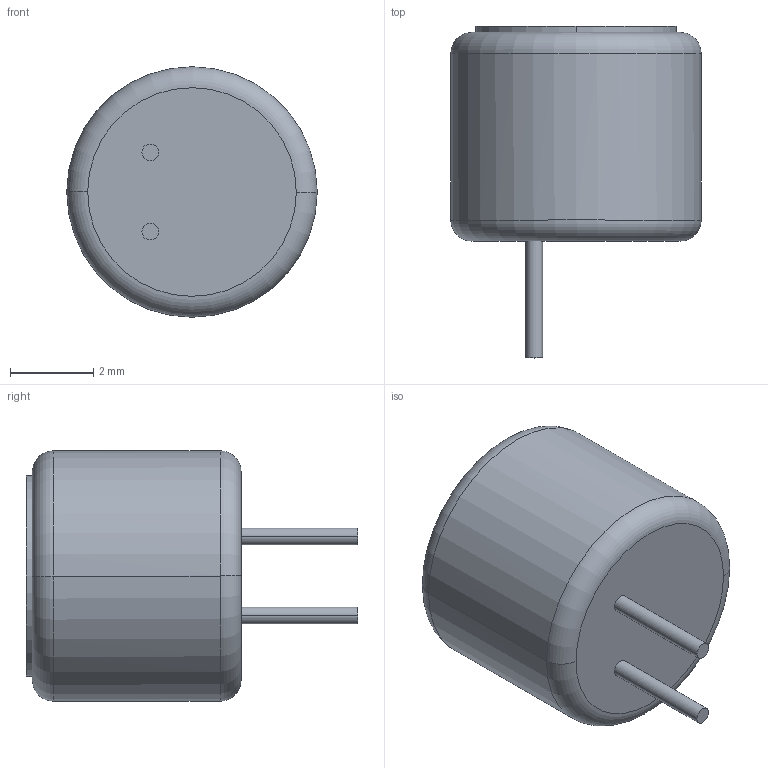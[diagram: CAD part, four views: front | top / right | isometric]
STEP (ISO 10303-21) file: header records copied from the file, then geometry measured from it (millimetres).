
FILE_DESCRIPTION (( 'STEP AP214' ), '1' );
FILE_NAME ('CUI_DEVICES_CMC-5042PF-AC.step', '2021-12-15T21:38:50', ( '' ), ( '' ), 'SwSTEP 2.0', 'SolidWorks 2021', '' );
FILE_SCHEMA (( 'AUTOMOTIVE_DESIGN' ));
Length unit declared in the file: inch
Products named in the file (1): CUI_DEVICES_CMC-5042PF-AC
Bounding box: 6 x 7.95 x 6 mm (x, y, z)
Volume: 142.8 mm3; surface area: 151.8 mm2
Topology: 1 solids, 1 shells, 17 faces, 36 edges, 24 vertices
Faces by surface type: cylinder 8, plane 5, torus 4
Entity records: 635 total; most frequent: DIRECTION 100, CARTESIAN_POINT 78, ORIENTED_EDGE 72, AXIS2_PLACEMENT_3D 46, EDGE_CURVE 36, CIRCLE 28, VERTEX_POINT 24, EDGE_LOOP 20
